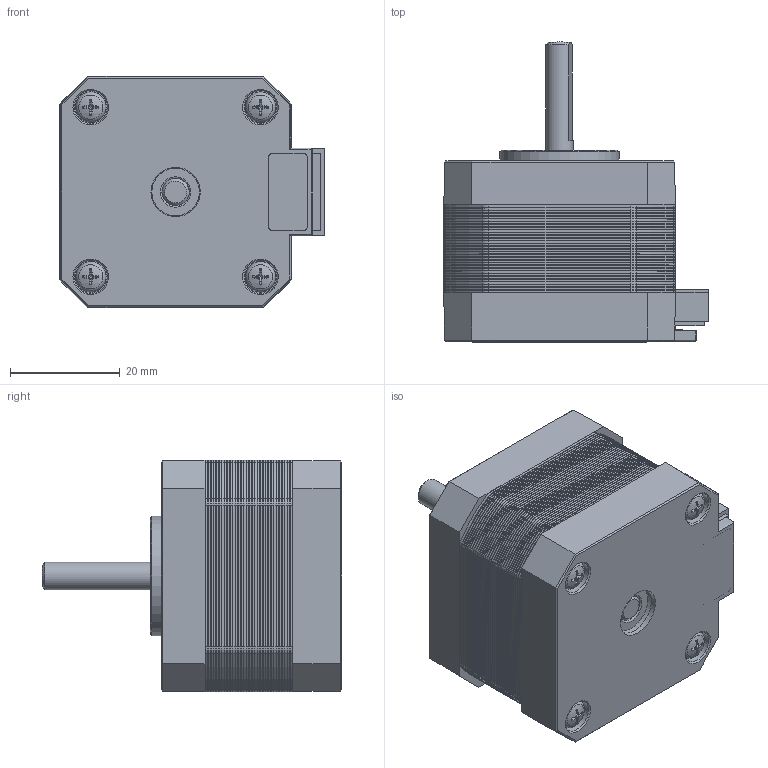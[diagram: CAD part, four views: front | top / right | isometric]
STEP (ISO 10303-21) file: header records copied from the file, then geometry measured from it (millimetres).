
FILE_DESCRIPTION(/* description */ (''),/* implementation_level */ '2;1');
FILE_NAME(/* name */ 'Nema 17 Stepper Motor_v1.step',/* time_stamp */ '2025-03-29T15:30:59+01:00',/* author */ (''),/* organization */ (''),/* preprocessor_version */ 'ST-DEVELOPER v20.1',/* originating_system */ 'Autodesk Translation Framework v14.4.0.0',/* authorisation */ '');
FILE_SCHEMA (('AUTOMOTIVE_DESIGN { 1 0 10303 214 3 1 1 }'));
Products named in the file (16): Nema 17 Stepper Motor; Nema 17 Top Cap; BS 3469 - 02 - 5 x 16 x 5; Nema 17 Plastic Spacer 2; Nema 17 Plastic Spacer 1; Nema 17 shaft; ANSI B27.7 - 53; Nema 17 Base Cap; Nema 17 Central Spacer; Nema 17 Stator Face; Nema 17 plastic; S6B-PH-K-S; EN ISO 7045 - M3 x 25H; Nema 17 plastic protector; Nema 17 PCB; Nema 17 Sprung Washer
Assembly tree (19 placements, depth 2):
  Nema 17 Stepper Motor
    Nema 17 Top Cap
    BS 3469 - 02 - 5 x 16 x 5  x2
    Nema 17 Plastic Spacer 2
    Nema 17 Plastic Spacer 1
    Nema 17 shaft
    ANSI B27.7 - 53
    Nema 17 Base Cap
    Nema 17 Central Spacer
    Nema 17 Stator Face
    Nema 17 plastic
    S6B-PH-K-S
    EN ISO 7045 - M3 x 25H  x4
    Nema 17 plastic protector
    Nema 17 PCB
    Nema 17 Sprung Washer
Bounding box: 48.31 x 54.75 x 42.31 mm (x, y, z)
Volume: 40226.8 mm3; surface area: 46423.4 mm2
Topology: 49 solids, 49 shells, 2254 faces, 6200 edges, 4120 vertices
Faces by surface type: cylinder 1276, plane 866, cone 62, torus 28, sphere 16, bspline 6
Full cylindrical faces by diameter (mm): 1.2 x6, 1.5 x16, 2.459 x4, 2.729 x4, 3 x4, 3.4 x8, 4 x1, 5 x9, 6 x4, 7.75 x1, 8.667 x2, 9 x3, 11 x1, 12 x2, 12.333 x2, 15.5 x1, 16 x4, 21.8 x1, 24 x1, 26 x2
Entity records: 71063 total; most frequent: DIRECTION 12912, CARTESIAN_POINT 12760, ORIENTED_EDGE 11900, EDGE_CURVE 5950, AXIS2_PLACEMENT_3D 4860, VERTEX_POINT 3972, LINE 3192, VECTOR 3192
